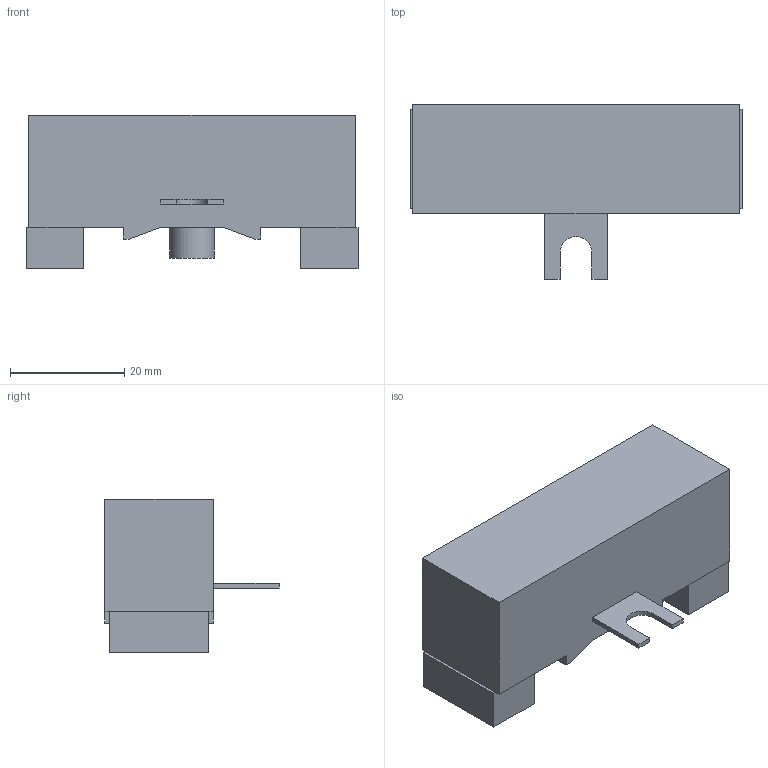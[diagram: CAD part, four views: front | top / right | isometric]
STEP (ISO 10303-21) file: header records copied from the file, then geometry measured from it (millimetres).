
FILE_DESCRIPTION((''),'2;1');
FILE_NAME('2377-35-G-IDC','2012-08-28T',('ryans'),('Bourns, Inc.'),'PRO/ENGINEER BY PARAMETRIC TECHNOLOGY CORPORATION, 2010100','PRO/ENGINEER BY PARAMETRIC TECHNOLOGY CORPORATION, 2010100','');
FILE_SCHEMA(('CONFIG_CONTROL_DESIGN'));
Length unit declared in the file: millimetre
Products named in the file (1): 2377-35-G-IDC
Bounding box: 58.16 x 30.6 x 26.9 mm (x, y, z)
Volume: 24568.3 mm3; surface area: 6462.4 mm2
Topology: 1 solids, 1 shells, 38 faces, 98 edges, 64 vertices
Faces by surface type: plane 35, cylinder 3
Entity records: 1174 total; most frequent: CARTESIAN_POINT 200, ORIENTED_EDGE 196, DIRECTION 180, EDGE_CURVE 98, VECTOR 92, LINE 92, VERTEX_POINT 64, AXIS2_PLACEMENT_3D 44
